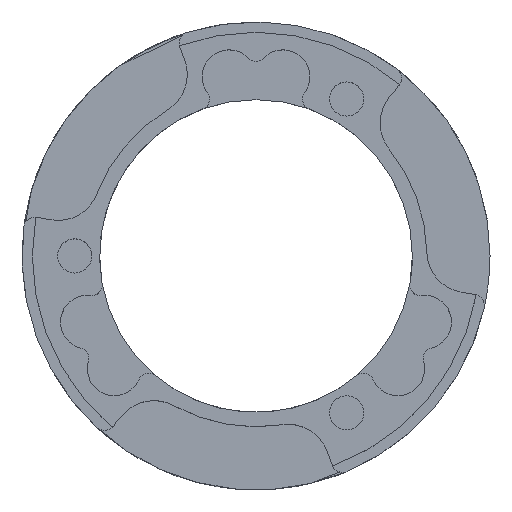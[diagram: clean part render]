
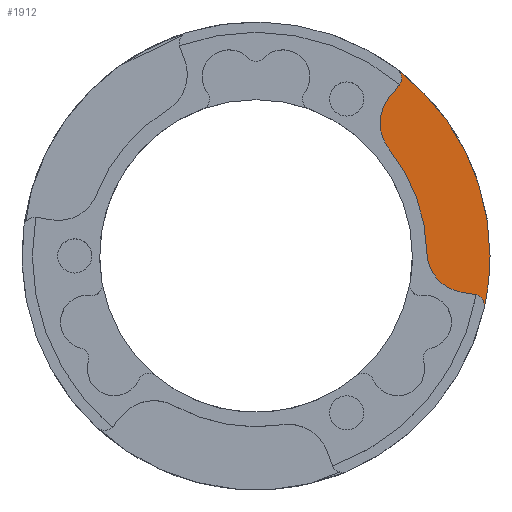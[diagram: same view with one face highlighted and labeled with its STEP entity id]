
A CAD part, top view. The second image highlights one B-rep face of the part: STEP entity #1912.
In plain terms, the highlighted planar face has unit normal (0, 0, 1).
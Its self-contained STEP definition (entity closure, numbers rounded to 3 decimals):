
#1072 = EDGE_CURVE('',#1073,#1075,#1077,.T.);
#1073 = VERTEX_POINT('',#1074);
#1074 = CARTESIAN_POINT('',(22.6,0.,0.7));
#1075 = VERTEX_POINT('',#1076);
#1076 = CARTESIAN_POINT('',(13.622,18.033,0.7));
#1077 = CIRCLE('',#1078,22.6);
#1078 = AXIS2_PLACEMENT_3D('',#1079,#1080,#1081);
#1079 = CARTESIAN_POINT('',(0.,0.,0.7));
#1080 = DIRECTION('',(0.,0.,1.));
#1081 = DIRECTION('',(-0.5,-0.866,0.));
#1091 = EDGE_CURVE('',#1092,#1073,#1094,.T.);
#1092 = VERTEX_POINT('',#1093);
#1093 = CARTESIAN_POINT('',(22.027,-5.058,0.7));
#1094 = CIRCLE('',#1095,22.6);
#1095 = AXIS2_PLACEMENT_3D('',#1096,#1097,#1098);
#1096 = CARTESIAN_POINT('',(0.,0.,0.7));
#1097 = DIRECTION('',(0.,0.,1.));
#1098 = DIRECTION('',(-0.5,-0.866,0.));
#1231 = EDGE_CURVE('',#1092,#1232,#1234,.T.);
#1232 = VERTEX_POINT('',#1233);
#1233 = CARTESIAN_POINT('',(21.146,-3.729,0.7));
#1234 = CIRCLE('',#1235,1.1);
#1235 = AXIS2_PLACEMENT_3D('',#1236,#1237,#1238);
#1236 = CARTESIAN_POINT('',(20.955,-4.812,0.7));
#1237 = DIRECTION('',(0.,0.,1.));
#1238 = DIRECTION('',(-0.5,-0.866,0.));
#1297 = EDGE_CURVE('',#1232,#1298,#1300,.T.);
#1298 = VERTEX_POINT('',#1299);
#1299 = CARTESIAN_POINT('',(19.801,-3.491,0.7));
#1300 = LINE('',#1301,#1302);
#1301 = CARTESIAN_POINT('',(21.146,-3.729,0.7));
#1302 = VECTOR('',#1303,1.);
#1303 = DIRECTION('',(-0.985,0.174,0.)
  );
#1345 = EDGE_CURVE('',#1346,#1298,#1348,.T.);
#1346 = VERTEX_POINT('',#1347);
#1347 = CARTESIAN_POINT('',(16.496,0.36,0.7));
#1348 = CIRCLE('',#1349,4.);
#1349 = AXIS2_PLACEMENT_3D('',#1350,#1351,#1352);
#1350 = CARTESIAN_POINT('',(20.495,0.448,0.7));
#1351 = DIRECTION('',(0.,0.,1.));
#1352 = DIRECTION('',(-0.5,-0.866,0.));
#1395 = EDGE_CURVE('',#1346,#1396,#1398,.T.);
#1396 = VERTEX_POINT('',#1397);
#1397 = CARTESIAN_POINT('',(12.868,10.327,0.7));
#1398 = CIRCLE('',#1399,16.5);
#1399 = AXIS2_PLACEMENT_3D('',#1400,#1401,#1402);
#1400 = CARTESIAN_POINT('',(0.,0.,0.7));
#1401 = DIRECTION('',(0.,0.,1.));
#1402 = DIRECTION('',(-0.5,-0.866,0.));
#1445 = EDGE_CURVE('',#1446,#1396,#1448,.T.);
#1446 = VERTEX_POINT('',#1447);
#1447 = CARTESIAN_POINT('',(12.924,15.402,0.7));
#1448 = CIRCLE('',#1449,4.);
#1449 = AXIS2_PLACEMENT_3D('',#1450,#1451,#1452);
#1450 = CARTESIAN_POINT('',(15.988,12.831,0.7));
#1451 = DIRECTION('',(0.,0.,1.));
#1452 = DIRECTION('',(-0.5,-0.866,0.));
#1495 = EDGE_CURVE('',#1496,#1446,#1498,.T.);
#1496 = VERTEX_POINT('',#1497);
#1497 = CARTESIAN_POINT('',(13.802,16.448,0.7));
#1498 = LINE('',#1499,#1500);
#1499 = CARTESIAN_POINT('',(13.802,16.448,0.7));
#1500 = VECTOR('',#1501,1.);
#1501 = DIRECTION('',(-0.643,-0.766,0.
    ));
#1543 = EDGE_CURVE('',#1496,#1075,#1544,.T.);
#1544 = CIRCLE('',#1545,1.1);
#1545 = AXIS2_PLACEMENT_3D('',#1546,#1547,#1548);
#1546 = CARTESIAN_POINT('',(12.959,17.155,0.7));
#1547 = DIRECTION('',(0.,0.,1.));
#1548 = DIRECTION('',(-0.5,-0.866,0.));
#1912 = ADVANCED_FACE('',(#1913),#1924,.T.);
#1913 = FACE_BOUND('',#1914,.T.);
#1914 = EDGE_LOOP('',(#1915,#1916,#1917,#1918,#1919,#1920,#1921,#1922,
    #1923));
#1915 = ORIENTED_EDGE('',*,*,#1495,.T.);
#1916 = ORIENTED_EDGE('',*,*,#1445,.T.);
#1917 = ORIENTED_EDGE('',*,*,#1395,.F.);
#1918 = ORIENTED_EDGE('',*,*,#1345,.T.);
#1919 = ORIENTED_EDGE('',*,*,#1297,.F.);
#1920 = ORIENTED_EDGE('',*,*,#1231,.F.);
#1921 = ORIENTED_EDGE('',*,*,#1091,.T.);
#1922 = ORIENTED_EDGE('',*,*,#1072,.T.);
#1923 = ORIENTED_EDGE('',*,*,#1543,.F.);
#1924 = PLANE('',#1925);
#1925 = AXIS2_PLACEMENT_3D('',#1926,#1927,#1928);
#1926 = CARTESIAN_POINT('',(17.653,6.425,0.7));
#1927 = DIRECTION('',(0.,0.,1.));
#1928 = DIRECTION('',(-0.5,-0.866,0.));
